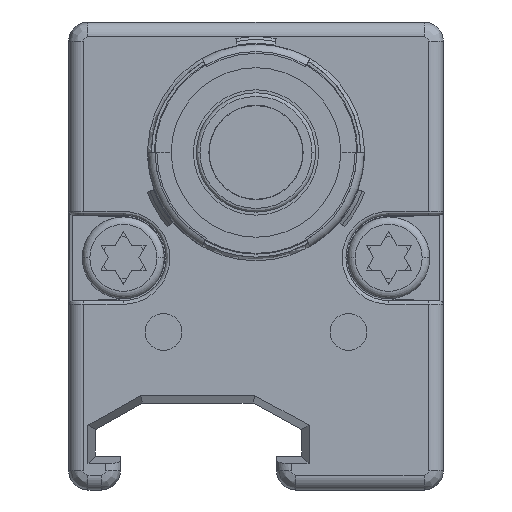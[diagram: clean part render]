
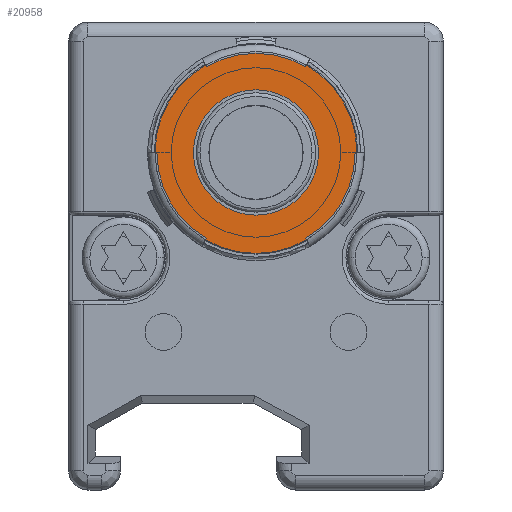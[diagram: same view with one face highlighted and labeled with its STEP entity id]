
A CAD part, front view. The second image highlights one B-rep face of the part: STEP entity #20958.
In plain terms, the highlighted planar face has unit normal (0, -1, 0).
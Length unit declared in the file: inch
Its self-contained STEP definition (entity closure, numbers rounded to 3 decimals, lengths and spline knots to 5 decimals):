
#5724=CARTESIAN_POINT('',(0.,-0.98425,0.90157));
#5725=DIRECTION('',(0.,-1.,0.));
#5726=DIRECTION('',(-1.,0.,0.001));
#5727=AXIS2_PLACEMENT_3D('',#5724,#5725,#5726);
#5780=DIRECTION('',(-1.,0.,0.001));
#5781=VECTOR('',#5780,0.00492);
#5782=CARTESIAN_POINT('',(-0.26476,-0.98425,
0.90172));
#5783=LINE('',#5782,#5781);
#5784=CARTESIAN_POINT('',(0.,-0.98425,0.90157));
#5785=DIRECTION('',(0.,-1.,0.));
#5786=DIRECTION('',(-0.5,0.,0.866));
#5787=AXIS2_PLACEMENT_3D('',#5784,#5785,#5786);
#5789=DIRECTION('',(-0.501,0.,0.866));
#5790=VECTOR('',#5789,0.00492);
#5791=CARTESIAN_POINT('',(-0.13238,-0.98425,
1.13087));
#5792=LINE('',#5791,#5790);
#5793=DIRECTION('',(0.499,0.,0.866));
#5794=VECTOR('',#5793,0.00492);
#5795=CARTESIAN_POINT('',(0.13238,-0.98425,
1.13087));
#5796=LINE('',#5795,#5794);
#5797=CARTESIAN_POINT('',(0.,-0.98425,0.90157));
#5798=DIRECTION('',(0.,-1.,0.));
#5799=DIRECTION('',(1.,0.,0.));
#5800=AXIS2_PLACEMENT_3D('',#5797,#5798,#5799);
#5802=DIRECTION('',(1.,0.,0.));
#5803=VECTOR('',#5802,0.00492);
#5804=CARTESIAN_POINT('',(0.26476,-0.98425,
0.90157));
#5805=LINE('',#5804,#5803);
#5806=DIRECTION('',(0.501,0.,-0.866));
#5807=VECTOR('',#5806,0.00492);
#5808=CARTESIAN_POINT('',(0.13238,-0.98425,
0.67228));
#5809=LINE('',#5808,#5807);
#5810=CARTESIAN_POINT('',(0.,-0.98425,0.90157));
#5811=DIRECTION('',(0.,-1.,0.));
#5812=DIRECTION('',(-0.5,0.,-0.866));
#5813=AXIS2_PLACEMENT_3D('',#5810,#5811,#5812);
#5815=DIRECTION('',(-0.501,0.,-0.866));
#5816=VECTOR('',#5815,0.00492);
#5817=CARTESIAN_POINT('',(-0.13238,-0.98425,
0.67228));
#5818=LINE('',#5817,#5816);
#5819=CARTESIAN_POINT('',(0.,-0.98425,0.90157));
#5820=DIRECTION('',(0.,-1.,0.));
#5821=DIRECTION('',(-0.866,0.,0.5));
#5822=AXIS2_PLACEMENT_3D('',#5819,#5820,#5821);
#5824=CARTESIAN_POINT('',(0.,-0.98425,0.90157));
#5825=DIRECTION('',(0.,-1.,0.));
#5826=DIRECTION('',(0.866,0.,-0.5));
#5827=AXIS2_PLACEMENT_3D('',#5824,#5825,#5826);
#5909=CARTESIAN_POINT('',(0.,-0.98425,0.90157));
#5910=DIRECTION('',(0.,-1.,0.));
#5911=DIRECTION('',(0.5,0.,-0.866));
#5912=AXIS2_PLACEMENT_3D('',#5909,#5910,#5911);
#5984=CARTESIAN_POINT('',(0.,-0.98425,0.90157));
#5985=DIRECTION('',(0.,-1.,0.));
#5986=DIRECTION('',(0.5,0.,0.866));
#5987=AXIS2_PLACEMENT_3D('',#5984,#5985,#5986);
#13575=CARTESIAN_POINT('',(0.13484,-0.98425,
1.13513));
#13577=VERTEX_POINT('',#13575);
#13579=CARTESIAN_POINT('',(0.13238,-0.98425,
0.67228));
#13580=CARTESIAN_POINT('',(0.13484,-0.98425,
0.66802));
#13581=VERTEX_POINT('',#13579);
#13582=VERTEX_POINT('',#13580);
#13587=CARTESIAN_POINT('',(0.26476,-0.98425,
0.90157));
#13588=CARTESIAN_POINT('',(0.26968,-0.98425,
0.90157));
#13589=VERTEX_POINT('',#13587);
#13590=VERTEX_POINT('',#13588);
#13603=CARTESIAN_POINT('',(-0.13484,-0.98425,
0.66802));
#13604=VERTEX_POINT('',#13603);
#13615=CARTESIAN_POINT('',(0.13238,-0.98425,
1.13087));
#13616=VERTEX_POINT('',#13615);
#13619=CARTESIAN_POINT('',(-0.13238,-0.98425,
1.13087));
#13620=CARTESIAN_POINT('',(-0.13484,-0.98425,
1.13513));
#13621=VERTEX_POINT('',#13619);
#13622=VERTEX_POINT('',#13620);
#13651=CARTESIAN_POINT('',(-0.14491,-0.98425,
0.98524));
#13652=CARTESIAN_POINT('',(0.14491,-0.98425,
0.81791));
#13653=VERTEX_POINT('',#13651);
#13654=VERTEX_POINT('',#13652);
#13663=CARTESIAN_POINT('',(-0.26476,-0.98425,
0.90172));
#13664=CARTESIAN_POINT('',(-0.26968,-0.98425,
0.90172));
#13665=VERTEX_POINT('',#13663);
#13666=VERTEX_POINT('',#13664);
#13671=CARTESIAN_POINT('',(-0.13238,-0.98425,
0.67228));
#13672=VERTEX_POINT('',#13671);
#20923=CARTESIAN_POINT('',(0.,-0.98425,0.90157));
#20924=DIRECTION('',(0.,-1.,0.));
#20925=DIRECTION('',(-0.5,0.,-0.866));
#20926=AXIS2_PLACEMENT_3D('',#20923,#20924,#20925);
#20927=PLANE('',#20926);
#20928=ORIENTED_EDGE('',*,*,#20841,.F.);
#20930=ORIENTED_EDGE('',*,*,#20929,.T.);
#20932=ORIENTED_EDGE('',*,*,#20931,.F.);
#20934=ORIENTED_EDGE('',*,*,#20933,.F.);
#20936=ORIENTED_EDGE('',*,*,#20935,.F.);
#20938=ORIENTED_EDGE('',*,*,#20937,.T.);
#20940=ORIENTED_EDGE('',*,*,#20939,.F.);
#20942=ORIENTED_EDGE('',*,*,#20941,.F.);
#20944=ORIENTED_EDGE('',*,*,#20943,.F.);
#20946=ORIENTED_EDGE('',*,*,#20945,.T.);
#20948=ORIENTED_EDGE('',*,*,#20947,.F.);
#20949=ORIENTED_EDGE('',*,*,#20913,.F.);
#20950=EDGE_LOOP('',(#20928,#20930,#20932,#20934,#20936,#20938,#20940,#20942,
#20944,#20946,#20948,#20949));
#20951=FACE_OUTER_BOUND('',#20950,.F.);
#20953=ORIENTED_EDGE('',*,*,#20952,.T.);
#20955=ORIENTED_EDGE('',*,*,#20954,.T.);
#20956=EDGE_LOOP('',(#20953,#20955));
#20957=FACE_BOUND('',#20956,.F.);
#20958=ADVANCED_FACE('',(#20951,#20957),#20927,.T.);
#5728=CIRCLE('',#5727,0.26476);
#5788=CIRCLE('',#5787,0.26969);
#5801=CIRCLE('',#5800,0.26969);
#5814=CIRCLE('',#5813,0.26969);
#5823=CIRCLE('',#5822,0.16732);
#5828=CIRCLE('',#5827,0.16732);
#5913=CIRCLE('',#5912,0.26476);
#5988=CIRCLE('',#5987,0.26476);
#20841=EDGE_CURVE('',#13665,#13672,#5728,.T.);
#20913=EDGE_CURVE('',#13672,#13604,#5818,.T.);
#20929=EDGE_CURVE('',#13665,#13666,#5783,.T.);
#20931=EDGE_CURVE('',#13622,#13666,#5788,.T.);
#20933=EDGE_CURVE('',#13621,#13622,#5792,.T.);
#20935=EDGE_CURVE('',#13616,#13621,#5988,.T.);
#20937=EDGE_CURVE('',#13616,#13577,#5796,.T.);
#20939=EDGE_CURVE('',#13590,#13577,#5801,.T.);
#20941=EDGE_CURVE('',#13589,#13590,#5805,.T.);
#20943=EDGE_CURVE('',#13581,#13589,#5913,.T.);
#20945=EDGE_CURVE('',#13581,#13582,#5809,.T.);
#20947=EDGE_CURVE('',#13604,#13582,#5814,.T.);
#20952=EDGE_CURVE('',#13653,#13654,#5823,.T.);
#20954=EDGE_CURVE('',#13654,#13653,#5828,.T.);
